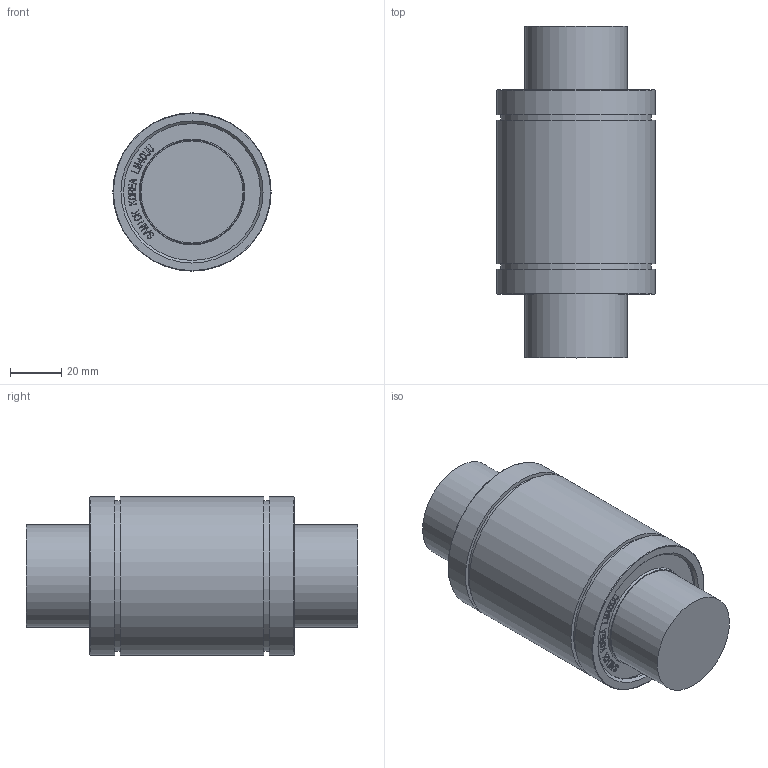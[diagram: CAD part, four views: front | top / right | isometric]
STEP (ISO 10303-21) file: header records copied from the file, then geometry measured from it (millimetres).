
FILE_DESCRIPTION((''),'2;1');
FILE_NAME('LME40UU.stp','2013-02-05T19:18:57',('user2'),(''),'Autodesk Inventor 2012','Autodesk Inventor 2012','');
FILE_SCHEMA(('AUTOMOTIVE_DESIGN { 1 0 10303 214 1 1 1 1 }'));
Length unit declared in the file: millimetre
Products named in the file (1): LME40UU
Bounding box: 62 x 130 x 62 mm (x, y, z)
Volume: 299677.4 mm3; surface area: 29762.4 mm2
Topology: 1 solids, 1 shells, 827 faces, 2305 edges, 1536 vertices
Faces by surface type: bspline 572, plane 240, cylinder 9, cone 4, torus 2
Full cylindrical faces by diameter (mm): 40 x2, 53.65 x2, 59 x2, 62 x3
Entity records: 27841 total; most frequent: CARTESIAN_POINT 9798, ORIENTED_EDGE 4576, EDGE_CURVE 2288, DIRECTION 1682, VERTEX_POINT 1534, QUASI_UNIFORM_CURVE 1144, VECTOR 1118, LINE 1118
